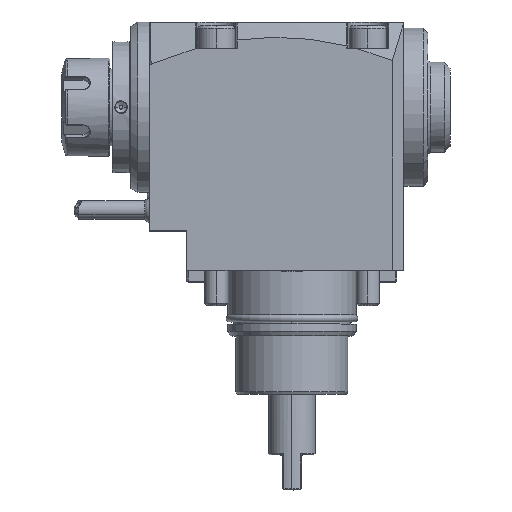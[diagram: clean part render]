
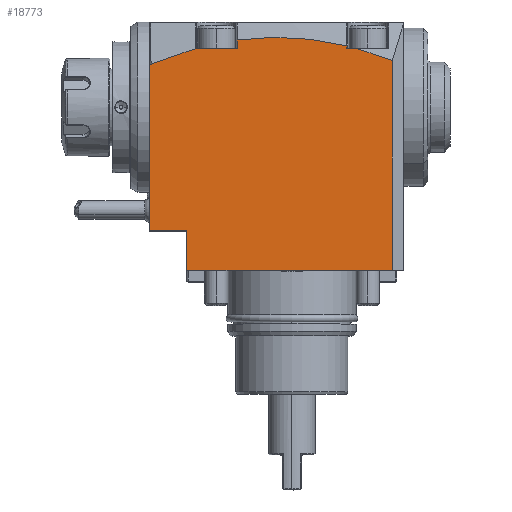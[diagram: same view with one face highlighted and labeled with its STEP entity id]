
A CAD part, top view. The second image highlights one B-rep face of the part: STEP entity #18773.
In plain terms, the highlighted planar face has unit normal (0, 0, 1).
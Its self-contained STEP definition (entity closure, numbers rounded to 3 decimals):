
#78=DIRECTION('',(-1.,0.,0.));
#79=VECTOR('',#78,18.023);
#80=CARTESIAN_POINT('',(37.5,95.,42.));
#81=LINE('',#80,#79);
#416=DIRECTION('',(0.,1.,0.));
#417=VECTOR('',#416,89.954);
#418=CARTESIAN_POINT('',(104.,0.,42.));
#419=LINE('',#418,#417);
#443=DIRECTION('',(-1.,0.,0.));
#444=VECTOR('',#443,88.);
#445=CARTESIAN_POINT('',(104.,0.,42.));
#446=LINE('',#445,#444);
#715=DIRECTION('',(0.,1.,0.));
#716=VECTOR('',#715,71.473);
#717=CARTESIAN_POINT('',(0.,17.,42.));
#718=LINE('',#717,#716);
#8206=DIRECTION('',(-1.,0.,0.));
#8207=VECTOR('',#8206,1.);
#8208=CARTESIAN_POINT('',(1.,88.473,42.));
#8209=LINE('',#8208,#8207);
#8214=DIRECTION('',(0.,1.,0.));
#8215=VECTOR('',#8214,17.);
#8216=CARTESIAN_POINT('',(16.,0.,42.));
#8217=LINE('',#8216,#8215);
#8218=DIRECTION('',(1.,0.,0.));
#8219=VECTOR('',#8218,16.);
#8220=CARTESIAN_POINT('',(0.,17.,42.));
#8221=LINE('',#8220,#8219);
#8222=CARTESIAN_POINT('',(19.464,95.048,42.));
#8223=CARTESIAN_POINT('',(13.16,93.277,42.));
#8224=CARTESIAN_POINT('',(7.012,91.067,42.));
#8225=CARTESIAN_POINT('',(1.,88.473,42.));
#8227=DIRECTION('',(-0.268,0.963,0.));
#8228=VECTOR('',#8227,0.049);
#8229=CARTESIAN_POINT('',(19.477,95.,42.));
#8230=LINE('',#8229,#8228);
#8231=DIRECTION('',(0.,-1.,0.));
#8232=VECTOR('',#8231,3.799);
#8233=CARTESIAN_POINT('',(37.5,98.799,42.));
#8234=LINE('',#8233,#8232);
#8235=CARTESIAN_POINT('',(37.5,98.799,42.));
#8236=CARTESIAN_POINT('',(53.323,100.937,42.));
#8237=CARTESIAN_POINT('',(68.987,100.033,42.));
#8238=CARTESIAN_POINT('',(84.5,96.252,42.));
#8240=DIRECTION('',(0.,1.,0.));
#8241=VECTOR('',#8240,1.252);
#8242=CARTESIAN_POINT('',(84.5,95.,42.));
#8243=LINE('',#8242,#8241);
#8244=CARTESIAN_POINT('',(89.259,95.,42.));
#8245=CARTESIAN_POINT('',(94.264,93.587,42.));
#8246=CARTESIAN_POINT('',(99.175,91.896,42.));
#8247=CARTESIAN_POINT('',(104.,89.954,42.));
#8276=CARTESIAN_POINT('',(37.5,98.799,42.));
#8375=DIRECTION('',(-1.,0.,0.));
#8376=VECTOR('',#8375,4.759);
#8377=CARTESIAN_POINT('',(89.259,95.,42.));
#8378=LINE('',#8377,#8376);
#11641=VERTEX_POINT('',#8244);
#11642=VERTEX_POINT('',#8247);
#11660=CARTESIAN_POINT('',(19.477,95.,42.));
#11662=VERTEX_POINT('',#11660);
#11673=CARTESIAN_POINT('',(19.464,95.048,42.));
#11674=VERTEX_POINT('',#11673);
#11678=VERTEX_POINT('',#8276);
#11679=CARTESIAN_POINT('',(37.5,95.,42.));
#11680=VERTEX_POINT('',#11679);
#11699=VERTEX_POINT('',#8238);
#11713=CARTESIAN_POINT('',(84.5,95.,42.));
#11715=VERTEX_POINT('',#11713);
#12516=CARTESIAN_POINT('',(104.,0.,42.));
#12517=VERTEX_POINT('',#12516);
#12558=CARTESIAN_POINT('',(0.,17.,42.));
#12559=CARTESIAN_POINT('',(16.,17.,42.));
#12560=VERTEX_POINT('',#12558);
#12561=VERTEX_POINT('',#12559);
#12562=CARTESIAN_POINT('',(16.,0.,42.));
#12563=VERTEX_POINT('',#12562);
#12570=CARTESIAN_POINT('',(0.,88.473,42.));
#12571=VERTEX_POINT('',#12570);
#12579=CARTESIAN_POINT('',(1.,88.473,42.));
#12581=VERTEX_POINT('',#12579);
#18746=CARTESIAN_POINT('',(0.,106.5,42.));
#18747=DIRECTION('',(0.,0.,1.));
#18748=DIRECTION('',(0.,-1.,0.));
#18749=AXIS2_PLACEMENT_3D('',#18746,#18747,#18748);
#18750=PLANE('',#18749);
#18751=ORIENTED_EDGE('',*,*,#13298,.F.);
#18752=ORIENTED_EDGE('',*,*,#13325,.T.);
#18753=ORIENTED_EDGE('',*,*,#13447,.T.);
#18755=ORIENTED_EDGE('',*,*,#18754,.F.);
#18756=ORIENTED_EDGE('',*,*,#13706,.T.);
#18757=ORIENTED_EDGE('',*,*,#18740,.F.);
#18758=ORIENTED_EDGE('',*,*,#18716,.F.);
#18759=ORIENTED_EDGE('',*,*,#13023,.F.);
#18760=ORIENTED_EDGE('',*,*,#12949,.F.);
#18762=ORIENTED_EDGE('',*,*,#18761,.F.);
#18764=ORIENTED_EDGE('',*,*,#18763,.T.);
#18766=ORIENTED_EDGE('',*,*,#18765,.F.);
#18768=ORIENTED_EDGE('',*,*,#18767,.F.);
#18770=ORIENTED_EDGE('',*,*,#18769,.T.);
#18771=EDGE_LOOP('',(#18751,#18752,#18753,#18755,#18756,#18757,#18758,#18759,
#18760,#18762,#18764,#18766,#18768,#18770));
#18772=FACE_OUTER_BOUND('',#18771,.F.);
#8226=B_SPLINE_CURVE_WITH_KNOTS('',3,(#8222,#8223,#8224,#8225),.UNSPECIFIED.,
.F.,.F.,(4,4),(0.,1.),.UNSPECIFIED.);
#8239=B_SPLINE_CURVE_WITH_KNOTS('',3,(#8235,#8236,#8237,#8238),.UNSPECIFIED.,
.F.,.F.,(4,4),(0.,1.),.UNSPECIFIED.);
#8248=B_SPLINE_CURVE_WITH_KNOTS('',3,(#8244,#8245,#8246,#8247),.UNSPECIFIED.,
.F.,.F.,(4,4),(0.,1.),.UNSPECIFIED.);
#12949=EDGE_CURVE('',#11680,#11662,#81,.T.);
#13023=EDGE_CURVE('',#11662,#11674,#8230,.T.);
#13298=EDGE_CURVE('',#12517,#11642,#419,.T.);
#13325=EDGE_CURVE('',#12517,#12563,#446,.T.);
#13447=EDGE_CURVE('',#12563,#12561,#8217,.T.);
#13706=EDGE_CURVE('',#12560,#12571,#718,.T.);
#18716=EDGE_CURVE('',#11674,#12581,#8226,.T.);
#18740=EDGE_CURVE('',#12581,#12571,#8209,.T.);
#18754=EDGE_CURVE('',#12560,#12561,#8221,.T.);
#18761=EDGE_CURVE('',#11678,#11680,#8234,.T.);
#18763=EDGE_CURVE('',#11678,#11699,#8239,.T.);
#18765=EDGE_CURVE('',#11715,#11699,#8243,.T.);
#18767=EDGE_CURVE('',#11641,#11715,#8378,.T.);
#18769=EDGE_CURVE('',#11641,#11642,#8248,.T.);
#18773=ADVANCED_FACE('',(#18772),#18750,.T.);
